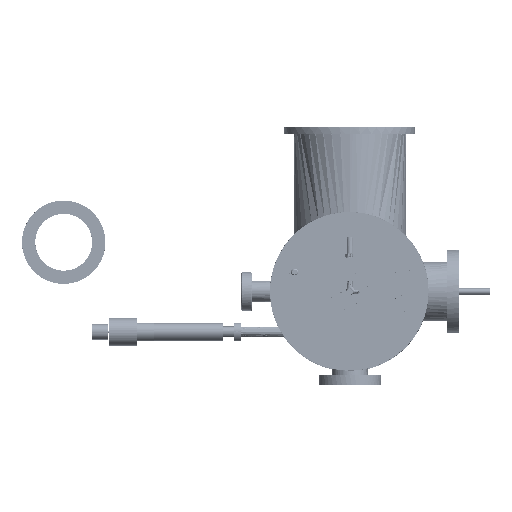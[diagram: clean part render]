
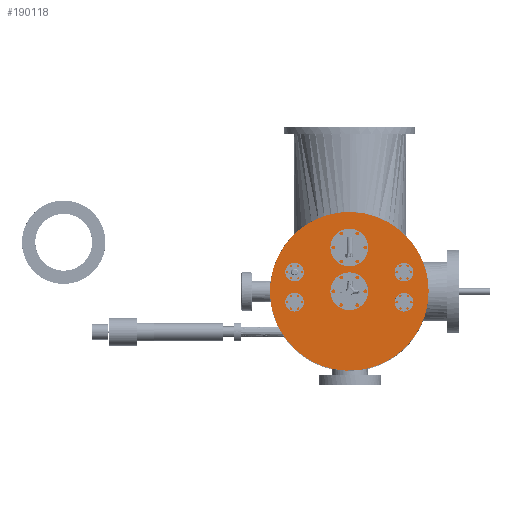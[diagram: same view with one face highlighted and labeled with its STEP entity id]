
A CAD part, top view. The second image highlights one B-rep face of the part: STEP entity #190118.
In plain terms, the highlighted free-form (B-spline) face has degree [1, 1] with [2, 2] control points.
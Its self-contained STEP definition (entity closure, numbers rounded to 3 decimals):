
#188523=CARTESIAN_POINT('V45',(-325.623,
   -79.734,-693.246));
#188524=VERTEX_POINT('V45',#188523);
#188548=CARTESIAN_POINT('E64',(-325.623,
   -79.734,-693.246));
#188549=CARTESIAN_POINT('E64',(-325.623,
   -79.734,-729.012));
#188550=CARTESIAN_POINT('E64',(-294.648,
   -79.734,-711.129));
#188551=CARTESIAN_POINT('E64',(-263.673,
   -79.734,-693.246));
#188552=CARTESIAN_POINT('E64',(-294.648,
   -79.734,-675.362));
#188553=CARTESIAN_POINT('E64',(-325.623,
   -79.734,-657.479));
#188554=CARTESIAN_POINT('E64',(-325.623,
   -79.734,-693.246));
#188562=(BOUNDED_CURVE()B_SPLINE_CURVE(2,(#188548,#188549,#188550,
   #188551,#188552,#188553,#188554),.CIRCULAR_ARC.,.T.,.U.)
   B_SPLINE_CURVE_WITH_KNOTS((3,2,2,3),(0.0,0.333,
   0.667,1.0),.UNSPECIFIED.)CURVE()
   GEOMETRIC_REPRESENTATION_ITEM()RATIONAL_B_SPLINE_CURVE((1.0,
   0.5,1.0,0.5,1.0,0.5,1.0)
   )REPRESENTATION_ITEM('E64'));
#188563=EDGE_CURVE('E64',#188524,#188524,#188562,.T.);
#188754=CARTESIAN_POINT('V46',(-325.623,
   -79.734,-773.246));
#188755=VERTEX_POINT('V46',#188754);
#188779=CARTESIAN_POINT('E65',(-325.623,
   -79.734,-773.246));
#188780=CARTESIAN_POINT('E65',(-325.623,
   -79.734,-809.012));
#188781=CARTESIAN_POINT('E65',(-294.648,
   -79.734,-791.129));
#188782=CARTESIAN_POINT('E65',(-263.673,
   -79.734,-773.246));
#188783=CARTESIAN_POINT('E65',(-294.648,
   -79.734,-755.362));
#188784=CARTESIAN_POINT('E65',(-325.623,
   -79.734,-737.479));
#188785=CARTESIAN_POINT('E65',(-325.623,
   -79.734,-773.246));
#188793=(BOUNDED_CURVE()B_SPLINE_CURVE(2,(#188779,#188780,#188781,
   #188782,#188783,#188784,#188785),.CIRCULAR_ARC.,.T.,.U.)
   B_SPLINE_CURVE_WITH_KNOTS((3,2,2,3),(0.0,0.333,
   0.667,1.0),.UNSPECIFIED.)CURVE()
   GEOMETRIC_REPRESENTATION_ITEM()RATIONAL_B_SPLINE_CURVE((1.0,
   0.5,1.0,0.5,1.0,0.5,1.0)
   )REPRESENTATION_ITEM('E65'));
#188794=EDGE_CURVE('E65',#188755,#188755,#188793,.T.);
#188985=CARTESIAN_POINT('V47',(-214.073,
   -79.734,-728.246));
#188986=VERTEX_POINT('V47',#188985);
#189010=CARTESIAN_POINT('E66',(-214.073,
   -79.734,-728.246));
#189011=CARTESIAN_POINT('E66',(-214.073,
   -79.734,-744.007));
#189012=CARTESIAN_POINT('E66',(-200.423,
   -79.734,-736.126));
#189013=CARTESIAN_POINT('E66',(-186.773,
   -79.734,-728.246));
#189014=CARTESIAN_POINT('E66',(-200.423,
   -79.734,-720.365));
#189015=CARTESIAN_POINT('E66',(-214.073,
   -79.734,-712.484));
#189016=CARTESIAN_POINT('E66',(-214.073,
   -79.734,-728.246));
#189024=(BOUNDED_CURVE()B_SPLINE_CURVE(2,(#189010,#189011,#189012,
   #189013,#189014,#189015,#189016),.CIRCULAR_ARC.,.T.,.U.)
   B_SPLINE_CURVE_WITH_KNOTS((3,2,2,3),(0.0,0.333,
   0.667,1.0),.UNSPECIFIED.)CURVE()
   GEOMETRIC_REPRESENTATION_ITEM()RATIONAL_B_SPLINE_CURVE((1.0,
   0.5,1.0,0.5,1.0,0.5,1.0)
   )REPRESENTATION_ITEM('E66'));
#189025=EDGE_CURVE('E66',#188986,#188986,#189024,.T.);
#189216=CARTESIAN_POINT('V48',(-214.073,
   -79.734,-673.246));
#189217=VERTEX_POINT('V48',#189216);
#189241=CARTESIAN_POINT('E67',(-214.073,
   -79.734,-673.246));
#189242=CARTESIAN_POINT('E67',(-214.073,
   -79.734,-689.007));
#189243=CARTESIAN_POINT('E67',(-200.423,
   -79.734,-681.126));
#189244=CARTESIAN_POINT('E67',(-186.773,
   -79.734,-673.246));
#189245=CARTESIAN_POINT('E67',(-200.423,
   -79.734,-665.365));
#189246=CARTESIAN_POINT('E67',(-214.073,
   -79.734,-657.484));
#189247=CARTESIAN_POINT('E67',(-214.073,
   -79.734,-673.246));
#189255=(BOUNDED_CURVE()B_SPLINE_CURVE(2,(#189241,#189242,#189243,
   #189244,#189245,#189246,#189247),.CIRCULAR_ARC.,.T.,.U.)
   B_SPLINE_CURVE_WITH_KNOTS((3,2,2,3),(0.0,0.333,
   0.667,1.0),.UNSPECIFIED.)CURVE()
   GEOMETRIC_REPRESENTATION_ITEM()RATIONAL_B_SPLINE_CURVE((1.0,
   0.5,1.0,0.5,1.0,0.5,1.0)
   )REPRESENTATION_ITEM('E67'));
#189256=EDGE_CURVE('E67',#189217,#189217,#189255,.T.);
#189447=CARTESIAN_POINT('V49',(-414.073,
   -79.734,-728.246));
#189448=VERTEX_POINT('V49',#189447);
#189472=CARTESIAN_POINT('E68',(-414.073,
   -79.734,-728.246));
#189473=CARTESIAN_POINT('E68',(-414.073,
   -79.734,-744.007));
#189474=CARTESIAN_POINT('E68',(-400.423,
   -79.734,-736.126));
#189475=CARTESIAN_POINT('E68',(-386.773,
   -79.734,-728.246));
#189476=CARTESIAN_POINT('E68',(-400.423,
   -79.734,-720.365));
#189477=CARTESIAN_POINT('E68',(-414.073,
   -79.734,-712.484));
#189478=CARTESIAN_POINT('E68',(-414.073,
   -79.734,-728.246));
#189486=(BOUNDED_CURVE()B_SPLINE_CURVE(2,(#189472,#189473,#189474,
   #189475,#189476,#189477,#189478),.CIRCULAR_ARC.,.T.,.U.)
   B_SPLINE_CURVE_WITH_KNOTS((3,2,2,3),(0.0,0.333,
   0.667,1.0),.UNSPECIFIED.)CURVE()
   GEOMETRIC_REPRESENTATION_ITEM()RATIONAL_B_SPLINE_CURVE((1.0,
   0.5,1.0,0.5,1.0,0.5,1.0)
   )REPRESENTATION_ITEM('E68'));
#189487=EDGE_CURVE('E68',#189448,#189448,#189486,.T.);
#190045=CARTESIAN_POINT('V50',(-414.073,
   -79.734,-673.246));
#190046=VERTEX_POINT('V50',#190045);
#190054=CARTESIAN_POINT('E69',(-414.073,
   -79.734,-673.246));
#190055=CARTESIAN_POINT('E69',(-414.073,
   -79.734,-689.007));
#190056=CARTESIAN_POINT('E69',(-400.423,
   -79.734,-681.126));
#190057=CARTESIAN_POINT('E69',(-386.773,
   -79.734,-673.246));
#190058=CARTESIAN_POINT('E69',(-400.423,
   -79.734,-665.365));
#190059=CARTESIAN_POINT('E69',(-414.073,
   -79.734,-657.484));
#190060=CARTESIAN_POINT('E69',(-414.073,
   -79.734,-673.246));
#190068=(BOUNDED_CURVE()B_SPLINE_CURVE(2,(#190054,#190055,#190056,
   #190057,#190058,#190059,#190060),.CIRCULAR_ARC.,.T.,.U.)
   B_SPLINE_CURVE_WITH_KNOTS((3,2,2,3),(0.0,0.333,
   0.667,1.0),.UNSPECIFIED.)CURVE()
   GEOMETRIC_REPRESENTATION_ITEM()RATIONAL_B_SPLINE_CURVE((1.0,
   0.5,1.0,0.5,1.0,0.5,1.0)
   )REPRESENTATION_ITEM('E69'));
#190069=EDGE_CURVE('E69',#190046,#190046,#190068,.T.);
#190074=CARTESIAN_POINT('F38',(-457.223,
   -79.734,-540.996));
#190075=CARTESIAN_POINT('F38',(-152.723,
   -79.734,-540.996));
#190076=CARTESIAN_POINT('F38',(-457.223,
   -79.734,-845.496));
#190077=CARTESIAN_POINT('F38',(-152.723,
   -79.734,-845.496));
#190078=QUASI_UNIFORM_SURFACE('F38',1,1,((#190074,#190076),(
   #190075,#190077)),.PLANE_SURF.,.F.,.F.,.U.);
#190079=CARTESIAN_POINT('V40',(-159.973,
   -79.734,-693.246));
#190080=VERTEX_POINT('V40',#190079);
#190081=CARTESIAN_POINT('E55',(-159.973,
   -79.734,-693.246));
#190082=CARTESIAN_POINT('E55',(-159.973,
   -79.734,-442.098));
#190083=CARTESIAN_POINT('E55',(-377.473,
   -79.734,-567.672));
#190084=CARTESIAN_POINT('E55',(-594.973,
   -79.734,-693.246));
#190085=CARTESIAN_POINT('E55',(-377.473,
   -79.734,-818.819));
#190086=CARTESIAN_POINT('E55',(-159.973,
   -79.734,-944.393));
#190087=CARTESIAN_POINT('E55',(-159.973,
   -79.734,-693.246));
#190095=(BOUNDED_CURVE()B_SPLINE_CURVE(2,(#190081,#190082,#190083,
   #190084,#190085,#190086,#190087),.CIRCULAR_ARC.,.T.,.U.)
   B_SPLINE_CURVE_WITH_KNOTS((3,2,2,3),(0.0,0.333,
   0.667,1.0),.UNSPECIFIED.)CURVE()
   GEOMETRIC_REPRESENTATION_ITEM()RATIONAL_B_SPLINE_CURVE((1.0,
   0.5,1.0,0.5,1.0,0.5,1.0)
   )REPRESENTATION_ITEM('E55'));
#190096=EDGE_CURVE('E55',#190080,#190080,#190095,.T.);
#190097=ORIENTED_EDGE('E55',*,*,#190096,.F.);
#190098=EDGE_LOOP('F38',(#190097));
#190099=FACE_OUTER_BOUND('F38',#190098,.T.);
#190100=ORIENTED_EDGE('F44',*,*,#190069,.T.);
#190101=EDGE_LOOP('F38',(#190100));
#190102=FACE_BOUND('F38',#190101,.T.);
#190103=ORIENTED_EDGE('F43',*,*,#189487,.T.);
#190104=EDGE_LOOP('F38',(#190103));
#190105=FACE_BOUND('F38',#190104,.T.);
#190106=ORIENTED_EDGE('F42',*,*,#189256,.T.);
#190107=EDGE_LOOP('F38',(#190106));
#190108=FACE_BOUND('F38',#190107,.T.);
#190109=ORIENTED_EDGE('F41',*,*,#189025,.T.);
#190110=EDGE_LOOP('F38',(#190109));
#190111=FACE_BOUND('F38',#190110,.T.);
#190112=ORIENTED_EDGE('F40',*,*,#188794,.T.);
#190113=EDGE_LOOP('F38',(#190112));
#190114=FACE_BOUND('F38',#190113,.T.);
#190115=ORIENTED_EDGE('F39',*,*,#188563,.T.);
#190116=EDGE_LOOP('F38',(#190115));
#190117=FACE_BOUND('F38',#190116,.T.);
#190118=ADVANCED_FACE('F38',(#190099,#190102,#190105,#190108,#190111,
   #190114,#190117),#190078,.T.);
